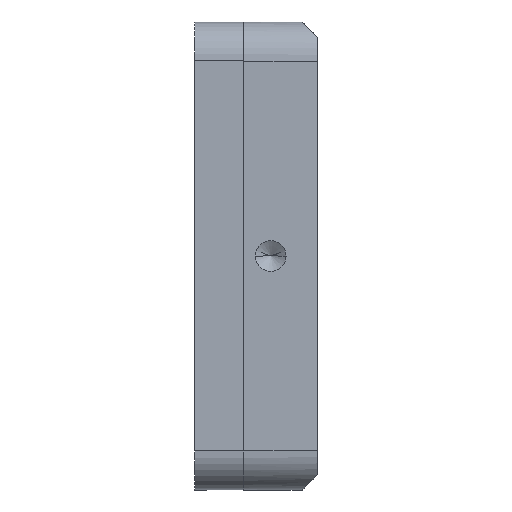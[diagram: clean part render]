
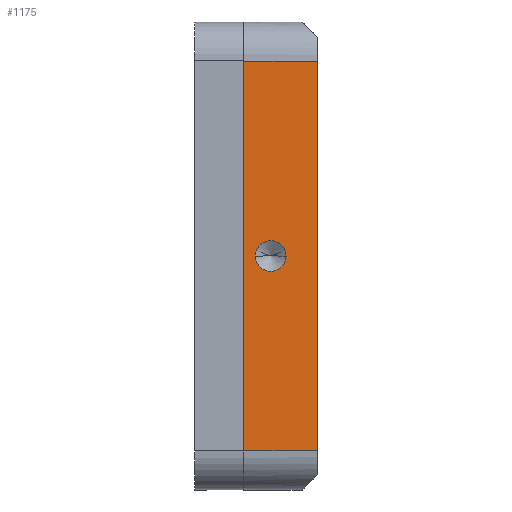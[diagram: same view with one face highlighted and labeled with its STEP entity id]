
A CAD part, left-side view. The second image highlights one B-rep face of the part: STEP entity #1175.
In plain terms, the highlighted planar face has unit normal (-1, 0, 0).
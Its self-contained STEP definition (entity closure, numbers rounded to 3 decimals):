
#82 = VERTEX_POINT ( 'NONE', #1320 ) ;
#89 = VECTOR ( 'NONE', #1951, 1000. ) ;
#91 = VECTOR ( 'NONE', #1804, 1000. ) ;
#117 = VERTEX_POINT ( 'NONE', #2359 ) ;
#128 = CARTESIAN_POINT ( 'NONE',  ( -39.05, 0., 3.8 ) ) ;
#163 = ORIENTED_EDGE ( 'NONE', *, *, #2236, .T. ) ;
#175 = DIRECTION ( 'NONE',  ( 0., 0., 1. ) ) ;
#223 = DIRECTION ( 'NONE',  ( 1., 0., 0. ) ) ;
#366 = AXIS2_PLACEMENT_3D ( 'NONE', #2007, #223, #379 ) ;
#379 = DIRECTION ( 'NONE',  ( 0., 0., -1. ) ) ;
#449 = CARTESIAN_POINT ( 'NONE',  ( -39.05, -15.875, 6. ) ) ;
#540 = CARTESIAN_POINT ( 'NONE',  ( -39.05, -19.05, 0. ) ) ;
#602 = EDGE_CURVE ( 'NONE', #82, #661, #1399, .T. ) ;
#661 = VERTEX_POINT ( 'NONE', #1641 ) ;
#669 = VECTOR ( 'NONE', #1281, 1000. ) ;
#713 = ORIENTED_EDGE ( 'NONE', *, *, #1822, .F. ) ;
#763 = ORIENTED_EDGE ( 'NONE', *, *, #1651, .F. ) ;
#839 = LINE ( 'NONE', #1561, #89 ) ;
#844 = ORIENTED_EDGE ( 'NONE', *, *, #1588, .F. ) ;
#871 = CARTESIAN_POINT ( 'NONE',  ( -39.05, 0., 5.05 ) ) ;
#894 = CIRCLE ( 'NONE', #2125, 1.25 ) ;
#1047 = VERTEX_POINT ( 'NONE', #449 ) ;
#1152 = EDGE_LOOP ( 'NONE', ( #763, #2352, #163, #2111 ) ) ;
#1175 = ADVANCED_FACE ( 'NONE', ( #1293, #1517 ), #1305, .F. ) ;
#1215 = VECTOR ( 'NONE', #1424, 1000. ) ;
#1267 = CARTESIAN_POINT ( 'NONE',  ( -39.05, 15.875, 6. ) ) ;
#1281 = DIRECTION ( 'NONE',  ( 0., -1., 0. ) ) ;
#1290 = AXIS2_PLACEMENT_3D ( 'NONE', #2341, #2191, #175 ) ;
#1293 = FACE_BOUND ( 'NONE', #1669, .T. ) ;
#1305 = PLANE ( 'NONE',  #366 ) ;
#1320 = CARTESIAN_POINT ( 'NONE',  ( -39.05, 15.875, 6. ) ) ;
#1330 = CIRCLE ( 'NONE', #1290, 1.25 ) ;
#1399 = LINE ( 'NONE', #1267, #1215 ) ;
#1421 = VERTEX_POINT ( 'NONE', #871 ) ;
#1424 = DIRECTION ( 'NONE',  ( 0., 0., -1. ) ) ;
#1456 = CARTESIAN_POINT ( 'NONE',  ( -39.05, -15.875, 6. ) ) ;
#1517 = FACE_OUTER_BOUND ( 'NONE', #1152, .T. ) ;
#1561 = CARTESIAN_POINT ( 'NONE',  ( -39.05, -19.05, 6. ) ) ;
#1588 = EDGE_CURVE ( 'NONE', #117, #1421, #894, .T. ) ;
#1596 = DIRECTION ( 'NONE',  ( -1., 0., 0. ) ) ;
#1641 = CARTESIAN_POINT ( 'NONE',  ( -39.05, 15.875, 0. ) ) ;
#1651 = EDGE_CURVE ( 'NONE', #82, #1047, #839, .T. ) ;
#1669 = EDGE_LOOP ( 'NONE', ( #713, #844 ) ) ;
#1699 = CARTESIAN_POINT ( 'NONE',  ( -39.05, -15.875, 0. ) ) ;
#1752 = DIRECTION ( 'NONE',  ( 0., 0., 1. ) ) ;
#1804 = DIRECTION ( 'NONE',  ( 0., 0., 1. ) ) ;
#1822 = EDGE_CURVE ( 'NONE', #1421, #117, #1330, .T. ) ;
#1951 = DIRECTION ( 'NONE',  ( 0., -1., 0. ) ) ;
#1999 = LINE ( 'NONE', #1456, #91 ) ;
#2007 = CARTESIAN_POINT ( 'NONE',  ( -39.05, -19.05, 6. ) ) ;
#2111 = ORIENTED_EDGE ( 'NONE', *, *, #2164, .T. ) ;
#2125 = AXIS2_PLACEMENT_3D ( 'NONE', #128, #1596, #1752 ) ;
#2164 = EDGE_CURVE ( 'NONE', #2345, #1047, #1999, .T. ) ;
#2191 = DIRECTION ( 'NONE',  ( -1., 0., 0. ) ) ;
#2236 = EDGE_CURVE ( 'NONE', #661, #2345, #2358, .T. ) ;
#2341 = CARTESIAN_POINT ( 'NONE',  ( -39.05, 0., 3.8 ) ) ;
#2345 = VERTEX_POINT ( 'NONE', #1699 ) ;
#2352 = ORIENTED_EDGE ( 'NONE', *, *, #602, .T. ) ;
#2358 = LINE ( 'NONE', #540, #669 ) ;
#2359 = CARTESIAN_POINT ( 'NONE',  ( -39.05, 0., 2.55 ) ) ;
